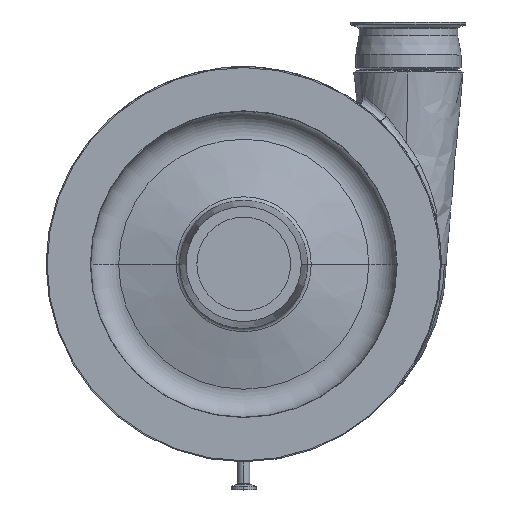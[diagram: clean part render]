
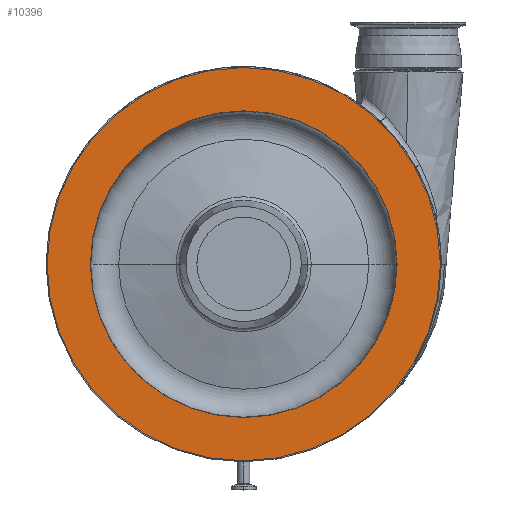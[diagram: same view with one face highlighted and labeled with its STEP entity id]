
A CAD part, top view. The second image highlights one B-rep face of the part: STEP entity #10396.
In plain terms, the highlighted planar face has unit normal (0, 0, 1).
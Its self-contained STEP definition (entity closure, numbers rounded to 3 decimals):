
#196 = CARTESIAN_POINT ( 'NONE',  ( 158.354, 0., 257. ) ) ;
#340 = DIRECTION ( 'NONE',  ( -1., 0., 0. ) ) ;
#596 = DIRECTION ( 'NONE',  ( -1., 0., 0. ) ) ;
#755 = DIRECTION ( 'NONE',  ( 0., 0., -1. ) ) ;
#959 = CARTESIAN_POINT ( 'NONE',  ( 203., 0., 257. ) ) ;
#1179 = FACE_OUTER_BOUND ( 'NONE', #3492, .T. ) ;
#1501 = DIRECTION ( 'NONE',  ( 0., 0., -1. ) ) ;
#1721 = VERTEX_POINT ( 'NONE', #196 ) ;
#1807 = AXIS2_PLACEMENT_3D ( 'NONE', #9880, #12582, #10704 ) ;
#2021 = CARTESIAN_POINT ( 'NONE',  ( 0., 158.354, 257. ) ) ;
#2123 = CIRCLE ( 'NONE', #10875, 158.354 ) ;
#2269 = VERTEX_POINT ( 'NONE', #9117 ) ;
#2517 = VERTEX_POINT ( 'NONE', #3767 ) ;
#2984 = AXIS2_PLACEMENT_3D ( 'NONE', #4126, #3174, #340 ) ;
#3100 = EDGE_LOOP ( 'NONE', ( #9255, #7768 ) ) ;
#3171 = EDGE_CURVE ( 'NONE', #1721, #2517, #2123, .T. ) ;
#3174 = DIRECTION ( 'NONE',  ( 0., 0., -1. ) ) ;
#3492 = EDGE_LOOP ( 'NONE', ( #9413, #9764 ) ) ;
#3767 = CARTESIAN_POINT ( 'NONE',  ( -158.354, 0., 257. ) ) ;
#4126 = CARTESIAN_POINT ( 'NONE',  ( 0., 0., 257. ) ) ;
#4131 = DIRECTION ( 'NONE',  ( 1., 0., 0. ) ) ;
#5097 = DIRECTION ( 'NONE',  ( 0., 0., 1. ) ) ;
#5154 = AXIS2_PLACEMENT_3D ( 'NONE', #2021, #5097, #4131 ) ;
#5219 = PLANE ( 'NONE',  #5154 ) ;
#5394 = EDGE_CURVE ( 'NONE', #8126, #2269, #9503, .T. ) ;
#5762 = CARTESIAN_POINT ( 'NONE',  ( 0., 0., 257. ) ) ;
#6556 = CARTESIAN_POINT ( 'NONE',  ( 0., 0., 257. ) ) ;
#7346 = CIRCLE ( 'NONE', #1807, 203. ) ;
#7568 = AXIS2_PLACEMENT_3D ( 'NONE', #6556, #1501, #596 ) ;
#7768 = ORIENTED_EDGE ( 'NONE', *, *, #3171, .T. ) ;
#7916 = FACE_BOUND ( 'NONE', #3100, .T. ) ;
#8126 = VERTEX_POINT ( 'NONE', #959 ) ;
#8840 = EDGE_CURVE ( 'NONE', #2517, #1721, #9403, .T. ) ;
#9117 = CARTESIAN_POINT ( 'NONE',  ( -203., 0., 257. ) ) ;
#9255 = ORIENTED_EDGE ( 'NONE', *, *, #8840, .T. ) ;
#9403 = CIRCLE ( 'NONE', #7568, 158.354 ) ;
#9413 = ORIENTED_EDGE ( 'NONE', *, *, #12089, .F. ) ;
#9503 = CIRCLE ( 'NONE', #2984, 203. ) ;
#9764 = ORIENTED_EDGE ( 'NONE', *, *, #5394, .F. ) ;
#9880 = CARTESIAN_POINT ( 'NONE',  ( 0., 0., 257. ) ) ;
#10396 = ADVANCED_FACE ( 'NONE', ( #7916, #1179 ), #5219, .T. ) ;
#10704 = DIRECTION ( 'NONE',  ( -1., 0., 0. ) ) ;
#10875 = AXIS2_PLACEMENT_3D ( 'NONE', #5762, #755, #12531 ) ;
#12089 = EDGE_CURVE ( 'NONE', #2269, #8126, #7346, .T. ) ;
#12531 = DIRECTION ( 'NONE',  ( -1., 0., 0. ) ) ;
#12582 = DIRECTION ( 'NONE',  ( 0., 0., -1. ) ) ;
